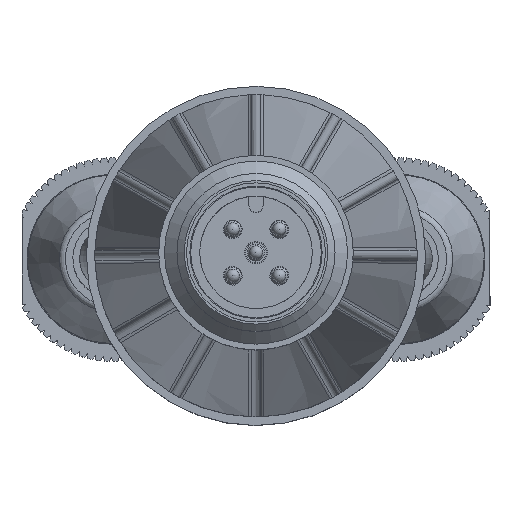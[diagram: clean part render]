
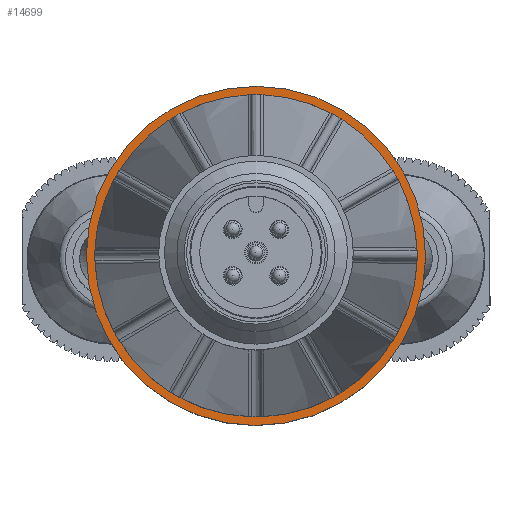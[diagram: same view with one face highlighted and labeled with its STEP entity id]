
A CAD part, top view. The second image highlights one B-rep face of the part: STEP entity #14699.
In plain terms, the highlighted planar face has unit normal (0, 0, 1).
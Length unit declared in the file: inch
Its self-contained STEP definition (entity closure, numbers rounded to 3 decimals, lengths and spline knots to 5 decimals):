
#3164=PLANE('',#15969);
#3420=FACE_BOUND('',#4940,.T.);
#4035=FACE_OUTER_BOUND('',#4939,.T.);
#4939=EDGE_LOOP('',(#11915));
#4940=EDGE_LOOP('',(#11916));
#5383=CIRCLE('',#15348,0.445);
#5577=CIRCLE('',#15970,0.5);
#6207=VERTEX_POINT('',#21905);
#6685=VERTEX_POINT('',#24415);
#7749=EDGE_CURVE('',#6207,#6207,#5383,.T.);
#8505=EDGE_CURVE('',#6685,#6685,#5577,.T.);
#11915=ORIENTED_EDGE('',*,*,#8505,.F.);
#11916=ORIENTED_EDGE('',*,*,#7749,.F.);
#14699=ADVANCED_FACE('',(#4035,#3420),#3164,.T.);
#15348=AXIS2_PLACEMENT_3D('',#21906,#17667,#17668);
#15969=AXIS2_PLACEMENT_3D('',#24414,#19239,#19240);
#15970=AXIS2_PLACEMENT_3D('',#24416,#19241,#19242);
#17667=DIRECTION('center_axis',(0.,0.,
1.));
#17668=DIRECTION('ref_axis',(1.,0.,0.));
#19239=DIRECTION('center_axis',(0.,0.,
1.));
#19240=DIRECTION('ref_axis',(0.984,-0.179,0.));
#19241=DIRECTION('center_axis',(0.,0.,
-1.));
#19242=DIRECTION('ref_axis',(-0.179,-0.984,0.));
#21905=CARTESIAN_POINT('',(0.,-0.445,-5.64727));
#21906=CARTESIAN_POINT('Origin',(0.,0.,
-5.64727));
#24414=CARTESIAN_POINT('Origin',(-0.04483,-0.24595,
-5.64727));
#24415=CARTESIAN_POINT('',(-0.08967,-0.49189,-5.64727));
#24416=CARTESIAN_POINT('Origin',(0.,0.,
-5.64727));
